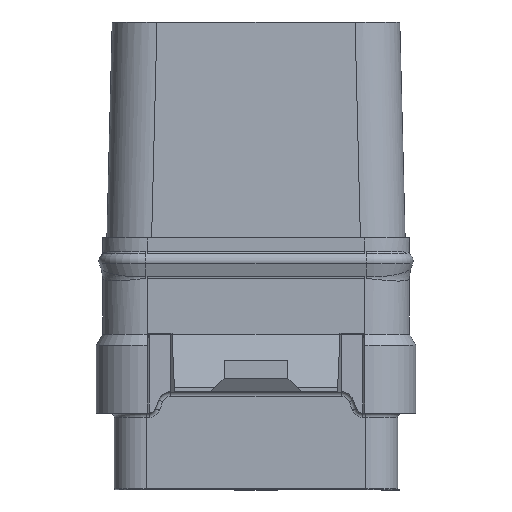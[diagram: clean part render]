
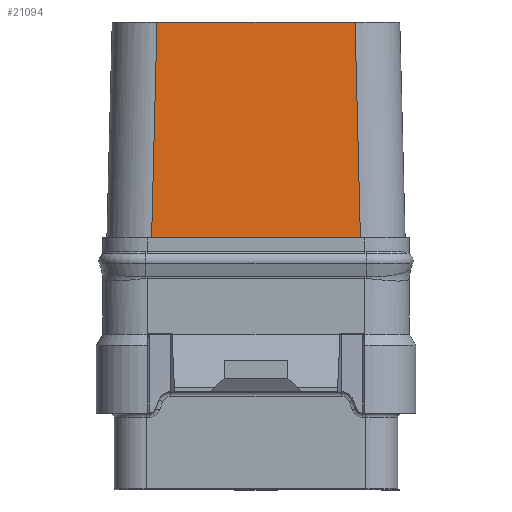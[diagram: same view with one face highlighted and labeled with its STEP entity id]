
A CAD part, front view. The second image highlights one B-rep face of the part: STEP entity #21094.
In plain terms, the highlighted planar face has unit normal (0, -1, 0.025).
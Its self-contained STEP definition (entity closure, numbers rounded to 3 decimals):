
#23=DIRECTION('',(1.,0.,0.));
#24=VECTOR('',#23,9.8);
#25=CARTESIAN_POINT('',(-4.9,-6.,0.));
#26=LINE('',#25,#24);
#5860=DIRECTION('',(1.,0.,0.));
#5861=VECTOR('',#5860,9.3);
#5862=CARTESIAN_POINT('',(-4.65,-5.75,10.12));
#5863=LINE('',#5862,#5861);
#6385=DIRECTION('',(-0.025,0.025,0.999));
#6386=VECTOR('',#6385,10.126);
#6387=CARTESIAN_POINT('',(4.9,-6.,0.));
#6388=LINE('',#6387,#6386);
#6389=DIRECTION('',(0.025,0.025,0.999));
#6390=VECTOR('',#6389,10.126);
#6391=CARTESIAN_POINT('',(-4.9,-6.,0.));
#6392=LINE('',#6391,#6390);
#10468=CARTESIAN_POINT('',(-4.65,-5.75,10.12));
#10469=VERTEX_POINT('',#10468);
#10470=CARTESIAN_POINT('',(4.65,-5.75,10.12));
#10471=VERTEX_POINT('',#10470);
#10484=CARTESIAN_POINT('',(-4.9,-6.,0.));
#10485=VERTEX_POINT('',#10484);
#10486=CARTESIAN_POINT('',(4.9,-6.,0.));
#10487=VERTEX_POINT('',#10486);
#21082=CARTESIAN_POINT('',(0.,-5.875,5.06));
#21083=DIRECTION('',(0.,-1.,0.025));
#21084=DIRECTION('',(1.,0.,0.));
#21085=AXIS2_PLACEMENT_3D('',#21082,#21083,#21084);
#21086=PLANE('',#21085);
#21087=ORIENTED_EDGE('',*,*,#12779,.F.);
#21089=ORIENTED_EDGE('',*,*,#21088,.T.);
#21090=ORIENTED_EDGE('',*,*,#20486,.T.);
#21091=ORIENTED_EDGE('',*,*,#21075,.F.);
#21092=EDGE_LOOP('',(#21087,#21089,#21090,#21091));
#21093=FACE_OUTER_BOUND('',#21092,.F.);
#21094=ADVANCED_FACE('',(#21093),#21086,.T.);
#12779=EDGE_CURVE('',#10485,#10487,#26,.T.);
#20486=EDGE_CURVE('',#10469,#10471,#5863,.T.);
#21075=EDGE_CURVE('',#10487,#10471,#6388,.T.);
#21088=EDGE_CURVE('',#10485,#10469,#6392,.T.);
